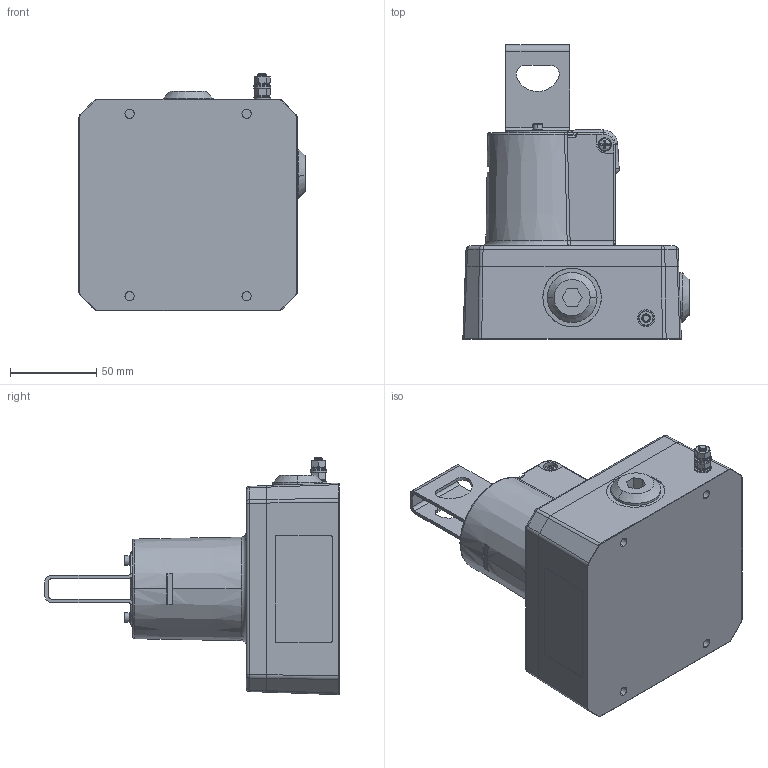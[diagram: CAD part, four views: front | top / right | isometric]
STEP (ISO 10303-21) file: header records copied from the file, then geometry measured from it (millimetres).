
FILE_DESCRIPTION (( 'STEP AP214' ), '1' );
FILE_NAME ('SK0449_Issue_A.STEP', '2016-10-26T11:48:01', ( 'User' ), ( '' ), 'SwSTEP 2.0', 'SolidWorks 2016', '' );
FILE_SCHEMA (( 'AUTOMOTIVE_DESIGN' ));
Length unit declared in the file: millimetre
Products named in the file (1): SK0449_Issue_A
Bounding box: 131.46 x 171 x 137.92 mm (x, y, z)
Volume: 1015208.3 mm3; surface area: 143629.4 mm2
Topology: 24 solids, 33 shells, 1091 faces, 2634 edges, 1600 vertices
Faces by surface type: cylinder 427, plane 330, cone 132, bspline 104, torus 82, sphere 16
Entity records: 59297 total; most frequent: CARTESIAN_POINT 23466, ORIENTED_EDGE 5156, DIRECTION 4646, EDGE_CURVE 2578, AXIS2_PLACEMENT_3D 1816, VERTEX_POINT 1600, EDGE_LOOP 1178, UNCERTAINTY_MEASURE_WITH_UNIT 1117
